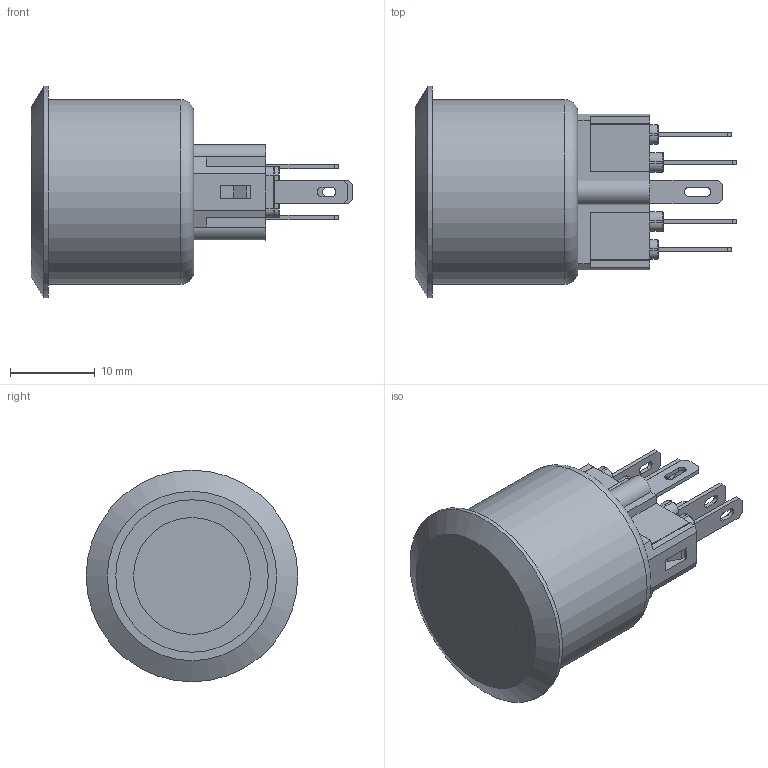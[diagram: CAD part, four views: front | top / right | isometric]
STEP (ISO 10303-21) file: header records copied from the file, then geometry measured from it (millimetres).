
FILE_DESCRIPTION((''),'2;1');
FILE_NAME('PV7F2T0xx-3xx.stp','2011-10-04T10:43:38',('blarson'),(''),'Autodesk Inventor 11','Autodesk Inventor 11','');
FILE_SCHEMA(('AUTOMOTIVE_DESIGN { 1 0 10303 214 1 1 1 1 }'));
Length unit declared in the file: millimetre
Products named in the file (9): PV7F2T0NN-314; PV7  Body; PV7 Ring illu button; PV7 Ring illum Plunger; PV7 Terminal 2P illum; PV7 Terminal (Lamp); PV7 Terminal Base universal; PV7 Terminal 2p Base; PV7 Terminal (non-lamp)
Assembly tree (12 placements, depth 3):
  PV7F2T0NN-314
    PV7  Body
    PV7 Ring illu button
    PV7 Ring illum Plunger
    PV7 Terminal 2P illum
      PV7 Terminal (Lamp)  x2
      PV7 Terminal Base universal
      PV7 Terminal 2p Base
      PV7 Terminal (non-lamp)  x4
Bounding box: 38 x 25 x 25 mm (x, y, z)
Volume: 8618.5 mm3; surface area: 7620.8 mm2
Topology: 11 solids, 11 shells, 269 faces, 663 edges, 423 vertices
Faces by surface type: plane 176, cylinder 58, torus 17, bspline 17, cone 1
Full cylindrical faces by diameter (mm): 13.8 x2, 18 x2, 18.9 x2, 21.8 x1, 25 x1
Entity records: 6676 total; most frequent: CARTESIAN_POINT 1163, DIRECTION 1104, ORIENTED_EDGE 1060, EDGE_CURVE 530, VECTOR 406, LINE 406, AXIS2_PLACEMENT_3D 349, VERTEX_POINT 340
